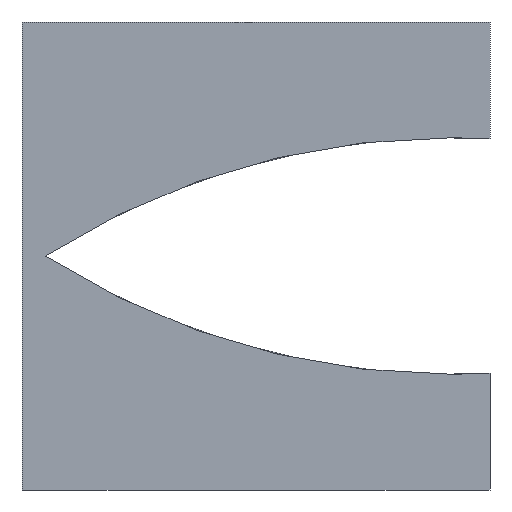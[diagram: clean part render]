
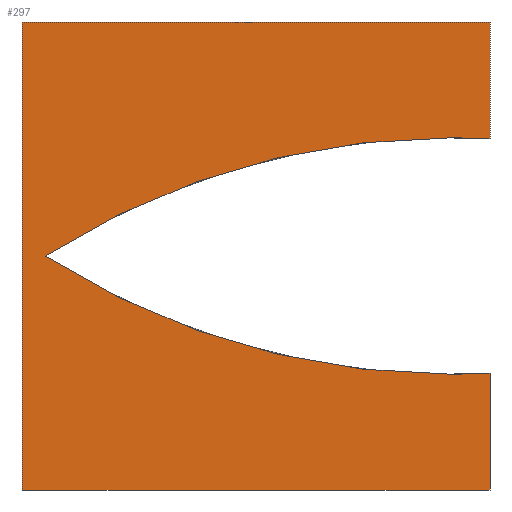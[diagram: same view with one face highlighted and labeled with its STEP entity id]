
A CAD part, left-side view. The second image highlights one B-rep face of the part: STEP entity #297.
In plain terms, the highlighted planar face has unit normal (-1, 0, 0).
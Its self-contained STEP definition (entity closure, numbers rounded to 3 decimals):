
#31 = DIRECTION ( 'NONE',  ( 0., 0., -1. ) ) ;
#48 = ORIENTED_EDGE ( 'NONE', *, *, #472, .F. ) ;
#53 = AXIS2_PLACEMENT_3D ( 'NONE', #594, #741, #31 ) ;
#57 = VERTEX_POINT ( 'NONE', #550 ) ;
#67 = EDGE_CURVE ( 'NONE', #510, #428, #716, .T. ) ;
#84 = CARTESIAN_POINT ( 'NONE',  ( 0., -200., -200. ) ) ;
#86 = DIRECTION ( 'NONE',  ( 0., 0., 1. ) ) ;
#95 = VERTEX_POINT ( 'NONE', #228 ) ;
#105 = CARTESIAN_POINT ( 'NONE',  ( 0., -182.506, -369.521 ) ) ;
#116 = EDGE_CURVE ( 'NONE', #208, #95, #678, .T. ) ;
#117 = VERTEX_POINT ( 'NONE', #582 ) ;
#126 = ORIENTED_EDGE ( 'NONE', *, *, #116, .T. ) ;
#128 = CARTESIAN_POINT ( 'NONE',  ( 0., -182.506, 169.521 ) ) ;
#133 = CARTESIAN_POINT ( 'NONE',  ( 0., -200., -150. ) ) ;
#139 = EDGE_CURVE ( 'NONE', #690, #510, #167, .T. ) ;
#167 = LINE ( 'NONE', #446, #631 ) ;
#188 = EDGE_CURVE ( 'NONE', #95, #117, #216, .T. ) ;
#203 = ORIENTED_EDGE ( 'NONE', *, *, #681, .F. ) ;
#208 = VERTEX_POINT ( 'NONE', #430 ) ;
#216 = LINE ( 'NONE', #417, #692 ) ;
#221 = VECTOR ( 'NONE', #721, 1000. ) ;
#227 = PLANE ( 'NONE',  #852 ) ;
#228 = CARTESIAN_POINT ( 'NONE',  ( 0., -200., -50. ) ) ;
#249 = DIRECTION ( 'NONE',  ( 0., 0., 1. ) ) ;
#297 = ADVANCED_FACE ( 'NONE', ( #637 ), #227, .T. ) ;
#316 = DIRECTION ( 'NONE',  ( 0., 0., 1. ) ) ;
#340 = ORIENTED_EDGE ( 'NONE', *, *, #188, .T. ) ;
#343 = EDGE_CURVE ( 'NONE', #117, #432, #565, .T. ) ;
#355 = ORIENTED_EDGE ( 'NONE', *, *, #761, .F. ) ;
#380 = CIRCLE ( 'NONE', #500, 320. ) ;
#389 = AXIS2_PLACEMENT_3D ( 'NONE', #105, #861, #249 ) ;
#394 = ORIENTED_EDGE ( 'NONE', *, *, #139, .F. ) ;
#417 = CARTESIAN_POINT ( 'NONE',  ( 0., -200., 0. ) ) ;
#428 = VERTEX_POINT ( 'NONE', #737 ) ;
#430 = CARTESIAN_POINT ( 'NONE',  ( 0., -182.506, -49.521 ) ) ;
#432 = VERTEX_POINT ( 'NONE', #880 ) ;
#446 = CARTESIAN_POINT ( 'NONE',  ( 0., -200., -200. ) ) ;
#448 = LINE ( 'NONE', #581, #592 ) ;
#462 = DIRECTION ( 'NONE',  ( 1., 0., 0. ) ) ;
#472 = EDGE_CURVE ( 'NONE', #428, #432, #448, .T. ) ;
#490 = DIRECTION ( 'NONE',  ( -1., 0., 0. ) ) ;
#492 = DIRECTION ( 'NONE',  ( 0., 1., 0. ) ) ;
#500 = AXIS2_PLACEMENT_3D ( 'NONE', #128, #490, #767 ) ;
#504 = VERTEX_POINT ( 'NONE', #531 ) ;
#507 = CARTESIAN_POINT ( 'NONE',  ( 0., -200., 0. ) ) ;
#510 = VERTEX_POINT ( 'NONE', #684 ) ;
#513 = ORIENTED_EDGE ( 'NONE', *, *, #343, .T. ) ;
#531 = CARTESIAN_POINT ( 'NONE',  ( 0., -10., -100. ) ) ;
#550 = CARTESIAN_POINT ( 'NONE',  ( 0., -182.506, -150.479 ) ) ;
#565 = LINE ( 'NONE', #832, #603 ) ;
#570 = CARTESIAN_POINT ( 'NONE',  ( 0., -182.506, -369.521 ) ) ;
#576 = AXIS2_PLACEMENT_3D ( 'NONE', #570, #462, #591 ) ;
#581 = CARTESIAN_POINT ( 'NONE',  ( 0., 0., 0. ) ) ;
#582 = CARTESIAN_POINT ( 'NONE',  ( 0., -200., 0. ) ) ;
#591 = DIRECTION ( 'NONE',  ( 0., 0., 1. ) ) ;
#592 = VECTOR ( 'NONE', #316, 1000. ) ;
#594 = CARTESIAN_POINT ( 'NONE',  ( 0., -182.506, 169.521 ) ) ;
#595 = EDGE_CURVE ( 'NONE', #504, #208, #650, .T. ) ;
#603 = VECTOR ( 'NONE', #492, 1000. ) ;
#631 = VECTOR ( 'NONE', #745, 1000. ) ;
#637 = FACE_OUTER_BOUND ( 'NONE', #686, .T. ) ;
#649 = DIRECTION ( 'NONE',  ( 0., 0., 1. ) ) ;
#650 = CIRCLE ( 'NONE', #576, 320. ) ;
#678 = CIRCLE ( 'NONE', #389, 320. ) ;
#681 = EDGE_CURVE ( 'NONE', #57, #690, #380, .T. ) ;
#684 = CARTESIAN_POINT ( 'NONE',  ( 0., -200., -200. ) ) ;
#686 = EDGE_LOOP ( 'NONE', ( #48, #820, #394, #203, #355, #873, #126, #340, #513 ) ) ;
#690 = VERTEX_POINT ( 'NONE', #133 ) ;
#692 = VECTOR ( 'NONE', #86, 1000. ) ;
#716 = LINE ( 'NONE', #84, #221 ) ;
#721 = DIRECTION ( 'NONE',  ( 0., 1., 0. ) ) ;
#737 = CARTESIAN_POINT ( 'NONE',  ( 0., 0., -200. ) ) ;
#741 = DIRECTION ( 'NONE',  ( -1., 0., 0. ) ) ;
#745 = DIRECTION ( 'NONE',  ( 0., 0., -1. ) ) ;
#761 = EDGE_CURVE ( 'NONE', #504, #57, #836, .T. ) ;
#767 = DIRECTION ( 'NONE',  ( 0., 0., -1. ) ) ;
#789 = DIRECTION ( 'NONE',  ( -1., 0., 0. ) ) ;
#820 = ORIENTED_EDGE ( 'NONE', *, *, #67, .F. ) ;
#832 = CARTESIAN_POINT ( 'NONE',  ( 0., -200., 0. ) ) ;
#836 = CIRCLE ( 'NONE', #53, 320. ) ;
#852 = AXIS2_PLACEMENT_3D ( 'NONE', #507, #789, #649 ) ;
#861 = DIRECTION ( 'NONE',  ( 1., 0., 0. ) ) ;
#873 = ORIENTED_EDGE ( 'NONE', *, *, #595, .T. ) ;
#880 = CARTESIAN_POINT ( 'NONE',  ( 0., 0., 0. ) ) ;
